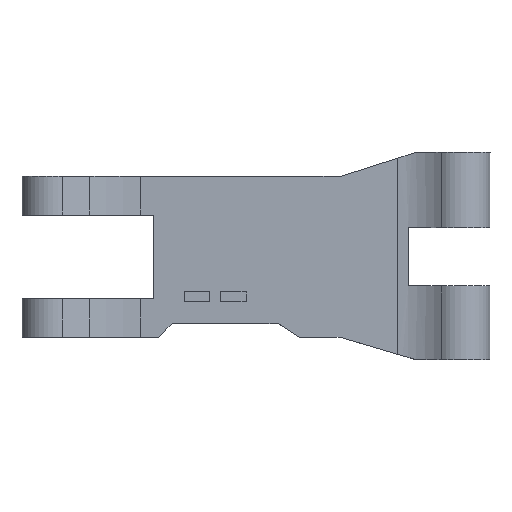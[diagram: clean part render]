
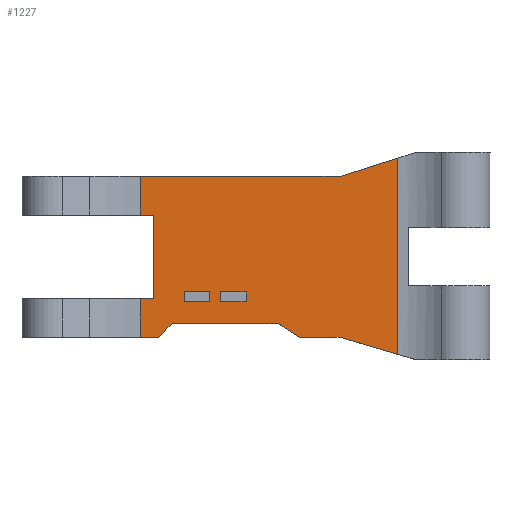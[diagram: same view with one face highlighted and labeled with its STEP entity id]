
A CAD part, top view. The second image highlights one B-rep face of the part: STEP entity #1227.
In plain terms, the highlighted planar face has unit normal (0, 0, 1).
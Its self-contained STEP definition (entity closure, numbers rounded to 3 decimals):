
#30=FACE_BOUND('',#217,.T.);
#31=FACE_BOUND('',#218,.T.);
#71=PLANE('',#1343);
#137=FACE_OUTER_BOUND('',#216,.T.);
#216=EDGE_LOOP('',(#1073,#1074,#1075,#1076,#1077,#1078,#1079,#1080,#1081,
#1082,#1083,#1084,#1085,#1086));
#217=EDGE_LOOP('',(#1087,#1088,#1089,#1090));
#218=EDGE_LOOP('',(#1091,#1092,#1093,#1094));
#270=LINE('',#1806,#404);
#279=LINE('',#1835,#413);
#280=LINE('',#1842,#414);
#291=LINE('',#1873,#425);
#295=LINE('',#1881,#429);
#300=LINE('',#1890,#434);
#301=LINE('',#1892,#435);
#304=LINE('',#1899,#438);
#309=LINE('',#1916,#443);
#316=LINE('',#1936,#450);
#318=LINE('',#1939,#452);
#319=LINE('',#1941,#453);
#324=LINE('',#1952,#458);
#326=LINE('',#1955,#460);
#327=LINE('',#1957,#461);
#332=LINE('',#1974,#466);
#346=LINE('',#1999,#480);
#348=LINE('',#2003,#482);
#349=LINE('',#2005,#483);
#350=LINE('',#2008,#484);
#351=LINE('',#2010,#485);
#352=LINE('',#2011,#486);
#404=VECTOR('',#1458,1000.);
#413=VECTOR('',#1487,1000.);
#414=VECTOR('',#1494,1000.);
#425=VECTOR('',#1527,1000.);
#429=VECTOR('',#1533,1000.);
#434=VECTOR('',#1540,1000.);
#435=VECTOR('',#1543,1000.);
#438=VECTOR('',#1548,1000.);
#443=VECTOR('',#1563,1000.);
#450=VECTOR('',#1580,1000.);
#452=VECTOR('',#1584,1000.);
#453=VECTOR('',#1587,1000.);
#458=VECTOR('',#1596,1000.);
#460=VECTOR('',#1600,1000.);
#461=VECTOR('',#1603,1000.);
#466=VECTOR('',#1624,1000.);
#480=VECTOR('',#1642,1000.);
#482=VECTOR('',#1646,1000.);
#483=VECTOR('',#1649,1000.);
#484=VECTOR('',#1652,1000.);
#485=VECTOR('',#1653,1000.);
#486=VECTOR('',#1654,1000.);
#569=VERTEX_POINT('',#1788);
#577=VERTEX_POINT('',#1804);
#586=VERTEX_POINT('',#1832);
#587=VERTEX_POINT('',#1834);
#588=VERTEX_POINT('',#1838);
#590=VERTEX_POINT('',#1841);
#599=VERTEX_POINT('',#1872);
#602=VERTEX_POINT('',#1880);
#604=VERTEX_POINT('',#1886);
#606=VERTEX_POINT('',#1895);
#608=VERTEX_POINT('',#1898);
#614=VERTEX_POINT('',#1913);
#615=VERTEX_POINT('',#1915);
#621=VERTEX_POINT('',#1930);
#623=VERTEX_POINT('',#1934);
#625=VERTEX_POINT('',#1946);
#627=VERTEX_POINT('',#1950);
#631=VERTEX_POINT('',#1972);
#640=VERTEX_POINT('',#1997);
#641=VERTEX_POINT('',#2001);
#642=VERTEX_POINT('',#2007);
#643=VERTEX_POINT('',#2009);
#700=EDGE_CURVE('',#569,#577,#270,.T.);
#714=EDGE_CURVE('',#586,#587,#279,.T.);
#717=EDGE_CURVE('',#588,#590,#280,.T.);
#733=EDGE_CURVE('',#569,#599,#291,.T.);
#737=EDGE_CURVE('',#590,#602,#295,.T.);
#742=EDGE_CURVE('',#599,#604,#300,.T.);
#743=EDGE_CURVE('',#602,#577,#301,.T.);
#746=EDGE_CURVE('',#608,#606,#304,.T.);
#754=EDGE_CURVE('',#615,#614,#309,.T.);
#764=EDGE_CURVE('',#621,#623,#316,.T.);
#766=EDGE_CURVE('',#606,#621,#318,.T.);
#767=EDGE_CURVE('',#623,#608,#319,.T.);
#772=EDGE_CURVE('',#625,#627,#324,.T.);
#774=EDGE_CURVE('',#614,#625,#326,.T.);
#775=EDGE_CURVE('',#627,#615,#327,.T.);
#782=EDGE_CURVE('',#631,#586,#332,.T.);
#796=EDGE_CURVE('',#631,#640,#346,.T.);
#798=EDGE_CURVE('',#640,#641,#348,.T.);
#799=EDGE_CURVE('',#641,#604,#349,.T.);
#800=EDGE_CURVE('',#642,#588,#350,.T.);
#801=EDGE_CURVE('',#643,#642,#351,.T.);
#802=EDGE_CURVE('',#587,#643,#352,.T.);
#1073=ORIENTED_EDGE('',*,*,#799,.T.);
#1074=ORIENTED_EDGE('',*,*,#742,.F.);
#1075=ORIENTED_EDGE('',*,*,#733,.F.);
#1076=ORIENTED_EDGE('',*,*,#700,.T.);
#1077=ORIENTED_EDGE('',*,*,#743,.F.);
#1078=ORIENTED_EDGE('',*,*,#737,.F.);
#1079=ORIENTED_EDGE('',*,*,#717,.F.);
#1080=ORIENTED_EDGE('',*,*,#800,.F.);
#1081=ORIENTED_EDGE('',*,*,#801,.F.);
#1082=ORIENTED_EDGE('',*,*,#802,.F.);
#1083=ORIENTED_EDGE('',*,*,#714,.F.);
#1084=ORIENTED_EDGE('',*,*,#782,.F.);
#1085=ORIENTED_EDGE('',*,*,#796,.T.);
#1086=ORIENTED_EDGE('',*,*,#798,.T.);
#1087=ORIENTED_EDGE('',*,*,#774,.T.);
#1088=ORIENTED_EDGE('',*,*,#772,.T.);
#1089=ORIENTED_EDGE('',*,*,#775,.T.);
#1090=ORIENTED_EDGE('',*,*,#754,.T.);
#1091=ORIENTED_EDGE('',*,*,#766,.T.);
#1092=ORIENTED_EDGE('',*,*,#764,.T.);
#1093=ORIENTED_EDGE('',*,*,#767,.T.);
#1094=ORIENTED_EDGE('',*,*,#746,.T.);
#1227=ADVANCED_FACE('',(#137,#30,#31),#71,.T.);
#1343=AXIS2_PLACEMENT_3D('',#2006,#1650,#1651);
#1458=DIRECTION('',(0.,1.,0.));
#1487=DIRECTION('',(0.,1.,0.));
#1494=DIRECTION('',(0.,1.,0.));
#1527=DIRECTION('',(-0.959,0.282,0.));
#1533=DIRECTION('',(1.,0.,0.));
#1540=DIRECTION('',(-1.,0.,0.));
#1543=DIRECTION('',(0.953,0.302,0.));
#1548=DIRECTION('',(1.,0.,0.));
#1563=DIRECTION('',(1.,0.,0.));
#1580=DIRECTION('',(-1.,0.,0.));
#1584=DIRECTION('',(0.,-1.,0.));
#1587=DIRECTION('',(0.,1.,0.));
#1596=DIRECTION('',(-1.,0.,0.));
#1600=DIRECTION('',(0.,-1.,0.));
#1603=DIRECTION('',(0.,1.,0.));
#1624=DIRECTION('',(-1.,0.,0.));
#1642=DIRECTION('',(0.707,0.707,0.));
#1646=DIRECTION('',(1.,0.,0.));
#1649=DIRECTION('',(0.84,-0.543,0.));
#1650=DIRECTION('center_axis',(0.,0.,1.));
#1651=DIRECTION('ref_axis',(1.,0.,0.));
#1652=DIRECTION('',(-1.,0.,0.));
#1653=DIRECTION('',(0.,1.,0.));
#1654=DIRECTION('',(1.,0.,0.));
#1788=CARTESIAN_POINT('',(-28.734,-21.444,-15.));
#1804=CARTESIAN_POINT('',(-28.734,21.727,-15.));
#1806=CARTESIAN_POINT('',(-28.734,0.2,-15.));
#1832=CARTESIAN_POINT('',(-85.399,-17.7,-15.));
#1834=CARTESIAN_POINT('',(-85.399,-9.2,-15.));
#1835=CARTESIAN_POINT('',(-85.399,0.,-15.));
#1838=CARTESIAN_POINT('',(-85.399,9.2,-15.));
#1841=CARTESIAN_POINT('',(-85.399,17.7,-15.));
#1842=CARTESIAN_POINT('',(-85.399,0.,-15.));
#1872=CARTESIAN_POINT('',(-41.45,-17.7,-15.));
#1873=CARTESIAN_POINT('',(-41.45,-17.7,-15.));
#1880=CARTESIAN_POINT('',(-41.45,17.7,-15.));
#1881=CARTESIAN_POINT('',(-76.449,17.7,-15.));
#1886=CARTESIAN_POINT('',(-50.45,-17.7,-15.));
#1890=CARTESIAN_POINT('',(-111.45,-17.7,-15.));
#1892=CARTESIAN_POINT('',(-23.45,23.4,-15.));
#1895=CARTESIAN_POINT('',(-70.125,-7.7,-15.));
#1898=CARTESIAN_POINT('',(-75.775,-7.7,-15.));
#1899=CARTESIAN_POINT('',(-57.066,-7.7,-15.));
#1913=CARTESIAN_POINT('',(-62.125,-7.7,-15.));
#1915=CARTESIAN_POINT('',(-67.775,-7.7,-15.));
#1916=CARTESIAN_POINT('',(-57.066,-7.7,-15.));
#1930=CARTESIAN_POINT('',(-70.125,-9.9,-15.));
#1934=CARTESIAN_POINT('',(-75.775,-9.9,-15.));
#1936=CARTESIAN_POINT('',(-57.066,-9.9,-15.));
#1939=CARTESIAN_POINT('',(-70.125,0.141,-15.));
#1941=CARTESIAN_POINT('',(-75.775,0.141,-15.));
#1946=CARTESIAN_POINT('',(-62.125,-9.9,-15.));
#1950=CARTESIAN_POINT('',(-67.775,-9.9,-15.));
#1952=CARTESIAN_POINT('',(-57.066,-9.9,-15.));
#1955=CARTESIAN_POINT('',(-62.125,0.141,-15.));
#1957=CARTESIAN_POINT('',(-67.775,0.141,-15.));
#1972=CARTESIAN_POINT('',(-81.399,-17.7,-15.));
#1974=CARTESIAN_POINT('',(-111.45,-17.7,-15.));
#1997=CARTESIAN_POINT('',(-78.399,-14.7,-15.));
#1999=CARTESIAN_POINT('',(-60.312,3.387,-15.));
#2001=CARTESIAN_POINT('',(-55.093,-14.7,-15.));
#2003=CARTESIAN_POINT('',(-57.066,-14.7,-15.));
#2005=CARTESIAN_POINT('',(-63.25,-9.429,-15.));
#2006=CARTESIAN_POINT('Origin',(-57.066,0.141,-15.));
#2007=CARTESIAN_POINT('',(-82.45,9.2,-15.));
#2008=CARTESIAN_POINT('',(-77.449,9.2,-15.));
#2009=CARTESIAN_POINT('',(-82.45,-9.2,-15.));
#2010=CARTESIAN_POINT('',(-82.45,0.,-15.));
#2011=CARTESIAN_POINT('',(-96.949,-9.2,-15.));
